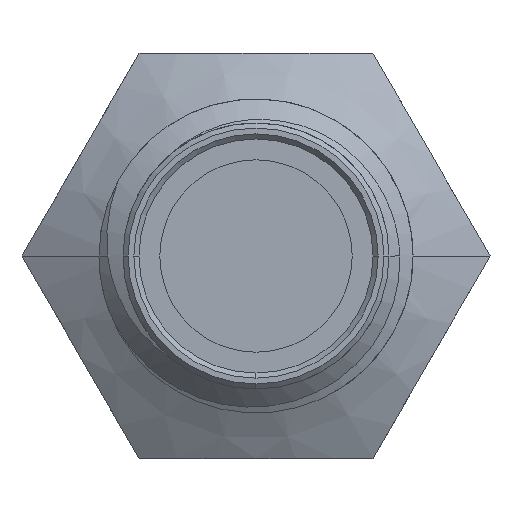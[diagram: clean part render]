
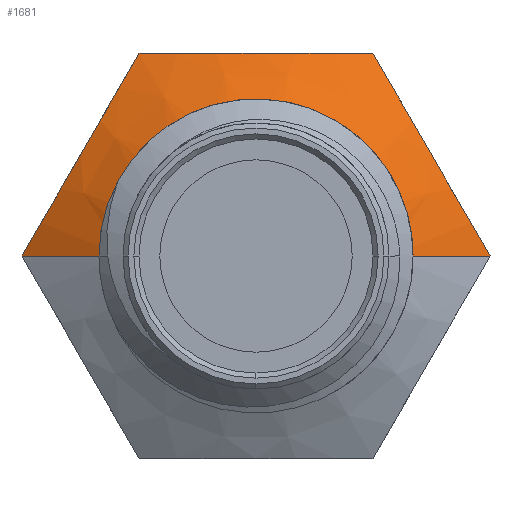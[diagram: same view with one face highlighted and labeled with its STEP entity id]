
A CAD part, left-side view. The second image highlights one B-rep face of the part: STEP entity #1681.
In plain terms, the highlighted conical face has half-angle 60 degrees and reference radius 3.622 mm.
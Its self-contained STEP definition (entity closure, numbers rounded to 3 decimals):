
#54 = DIRECTION ( 'NONE',  ( 0., -1., 0. ) ) ;
#120 = EDGE_CURVE ( 'NONE', #2018, #1884, #1201, .T. ) ;
#178 = CARTESIAN_POINT ( 'NONE',  ( 7.294, -3.859, 1.316 ) ) ;
#198 = ORIENTED_EDGE ( 'NONE', *, *, #120, .T. ) ;
#206 = CARTESIAN_POINT ( 'NONE',  ( 7.433, 2.686, 3.347 ) ) ;
#220 = CARTESIAN_POINT ( 'NONE',  ( 7.651, 2.309, 4. ) ) ;
#439 = CARTESIAN_POINT ( 'NONE',  ( 7.294, 3.658, 1.664 ) ) ;
#443 = CONICAL_SURFACE ( 'NONE', #2712, 3.622, 1.047 ) ;
#713 = CARTESIAN_POINT ( 'NONE',  ( 7.328, 3.854, 1.324 ) ) ;
#751 = VECTOR ( 'NONE', #2401, 1000. ) ;
#777 = CARTESIAN_POINT ( 'NONE',  ( 6.5, 0., 0. ) ) ;
#845 = VERTEX_POINT ( 'NONE', #2161 ) ;
#917 = CARTESIAN_POINT ( 'NONE',  ( 7.542, -2.498, 3.673 ) ) ;
#932 = CARTESIAN_POINT ( 'NONE',  ( 7.328, -3.074, 2.676 ) ) ;
#933 = VERTEX_POINT ( 'NONE', #2661 ) ;
#1150 = CARTESIAN_POINT ( 'NONE',  ( 6.5, 2.625, 0. ) ) ;
#1162 = ORIENTED_EDGE ( 'NONE', *, *, #2428, .F. ) ;
#1201 = LINE ( 'NONE', #2432, #751 ) ;
#1205 = CARTESIAN_POINT ( 'NONE',  ( 7.651, 4.619, 0. ) ) ;
#1206 = B_SPLINE_CURVE_WITH_KNOTS ( 'NONE', 3,
 ( #2213, #3222, #3238, #1716, #2729, #1468, #2759, #1220 ),
 .UNSPECIFIED., .F., .F.,
 ( 4, 2, 2, 4 ),
 ( 0., 0.002, 0.003, 0.005 ),
 .UNSPECIFIED. ) ;
#1220 = CARTESIAN_POINT ( 'NONE',  ( 7.651, 2.309, 4. ) ) ;
#1292 = CARTESIAN_POINT ( 'NONE',  ( 7.076, 0., 0. ) ) ;
#1437 = EDGE_CURVE ( 'NONE', #933, #2018, #1882, .T. ) ;
#1468 = CARTESIAN_POINT ( 'NONE',  ( 7.452, 1.551, 4. ) ) ;
#1476 = VECTOR ( 'NONE', #1719, 1000. ) ;
#1577 = ORIENTED_EDGE ( 'NONE', *, *, #3031, .F. ) ;
#1605 = VERTEX_POINT ( 'NONE', #2330 ) ;
#1681 = ADVANCED_FACE ( 'NONE', ( #1778 ), #443, .T. ) ;
#1716 = CARTESIAN_POINT ( 'NONE',  ( 7.294, 0.388, 4. ) ) ;
#1719 = DIRECTION ( 'NONE',  ( -0.5, 0.866, 0. ) ) ;
#1733 = CARTESIAN_POINT ( 'NONE',  ( 7.294, 3.069, 2.684 ) ) ;
#1778 = FACE_OUTER_BOUND ( 'NONE', #1973, .T. ) ;
#1882 = B_SPLINE_CURVE_WITH_KNOTS ( 'NONE', 3,
 ( #220, #206, #1733, #439, #713, #2248, #2718, #1205 ),
 .UNSPECIFIED., .F., .F.,
 ( 4, 2, 2, 4 ),
 ( 0., 0.002, 0.003, 0.005 ),
 .UNSPECIFIED. ) ;
#1884 = VERTEX_POINT ( 'NONE', #1150 ) ;
#1925 = CARTESIAN_POINT ( 'NONE',  ( 7.651, 4.619, 0. ) ) ;
#1955 = CIRCLE ( 'NONE', #2531, 2.625 ) ;
#1963 = DIRECTION ( 'NONE',  ( -1., 0., 0. ) ) ;
#1973 = EDGE_LOOP ( 'NONE', ( #1162, #2226, #2959, #2493, #198, #1577 ) ) ;
#1979 = LINE ( 'NONE', #2975, #1476 ) ;
#2008 = DIRECTION ( 'NONE',  ( 0., -1., 0. ) ) ;
#2018 = VERTEX_POINT ( 'NONE', #1925 ) ;
#2151 = CARTESIAN_POINT ( 'NONE',  ( 7.452, -2.689, 3.343 ) ) ;
#2161 = CARTESIAN_POINT ( 'NONE',  ( 7.651, -2.309, 4. ) ) ;
#2167 = CARTESIAN_POINT ( 'NONE',  ( 7.651, -4.619, 0. ) ) ;
#2200 = CARTESIAN_POINT ( 'NONE',  ( 7.651, -2.309, 4. ) ) ;
#2213 = CARTESIAN_POINT ( 'NONE',  ( 7.651, -2.309, 4. ) ) ;
#2226 = ORIENTED_EDGE ( 'NONE', *, *, #2869, .T. ) ;
#2248 = CARTESIAN_POINT ( 'NONE',  ( 7.452, 4.24, 0.657 ) ) ;
#2330 = CARTESIAN_POINT ( 'NONE',  ( 7.651, -4.619, 0. ) ) ;
#2401 = DIRECTION ( 'NONE',  ( -0.5, -0.866, 0. ) ) ;
#2428 = EDGE_CURVE ( 'NONE', #1605, #2859, #1979, .T. ) ;
#2432 = CARTESIAN_POINT ( 'NONE',  ( 7.651, 4.619, 0. ) ) ;
#2434 = CARTESIAN_POINT ( 'NONE',  ( 6.5, -2.625, 0. ) ) ;
#2493 = ORIENTED_EDGE ( 'NONE', *, *, #1437, .T. ) ;
#2531 = AXIS2_PLACEMENT_3D ( 'NONE', #777, #1963, #2008 ) ;
#2661 = CARTESIAN_POINT ( 'NONE',  ( 7.651, 2.309, 4. ) ) ;
#2712 = AXIS2_PLACEMENT_3D ( 'NONE', #1292, #3037, #54 ) ;
#2715 = B_SPLINE_CURVE_WITH_KNOTS ( 'NONE', 3,
 ( #2167, #2944, #178, #3178, #932, #2151, #917, #2200 ),
 .UNSPECIFIED., .F., .F.,
 ( 4, 2, 2, 4 ),
 ( 0., 0.002, 0.003, 0.005 ),
 .UNSPECIFIED. ) ;
#2718 = CARTESIAN_POINT ( 'NONE',  ( 7.542, 4.43, 0.327 ) ) ;
#2729 = CARTESIAN_POINT ( 'NONE',  ( 7.328, 0.781, 4. ) ) ;
#2759 = CARTESIAN_POINT ( 'NONE',  ( 7.542, 1.932, 4. ) ) ;
#2859 = VERTEX_POINT ( 'NONE', #2434 ) ;
#2869 = EDGE_CURVE ( 'NONE', #1605, #845, #2715, .T. ) ;
#2944 = CARTESIAN_POINT ( 'NONE',  ( 7.433, -4.242, 0.653 ) ) ;
#2959 = ORIENTED_EDGE ( 'NONE', *, *, #3097, .T. ) ;
#2975 = CARTESIAN_POINT ( 'NONE',  ( 7.651, -4.619, 0. ) ) ;
#3031 = EDGE_CURVE ( 'NONE', #2859, #1884, #1955, .T. ) ;
#3037 = DIRECTION ( 'NONE',  ( 1., 0., 0. ) ) ;
#3097 = EDGE_CURVE ( 'NONE', #845, #933, #1206, .T. ) ;
#3178 = CARTESIAN_POINT ( 'NONE',  ( 7.294, -3.27, 2.336 ) ) ;
#3222 = CARTESIAN_POINT ( 'NONE',  ( 7.433, -1.555, 4. ) ) ;
#3238 = CARTESIAN_POINT ( 'NONE',  ( 7.294, -0.79, 4. ) ) ;
